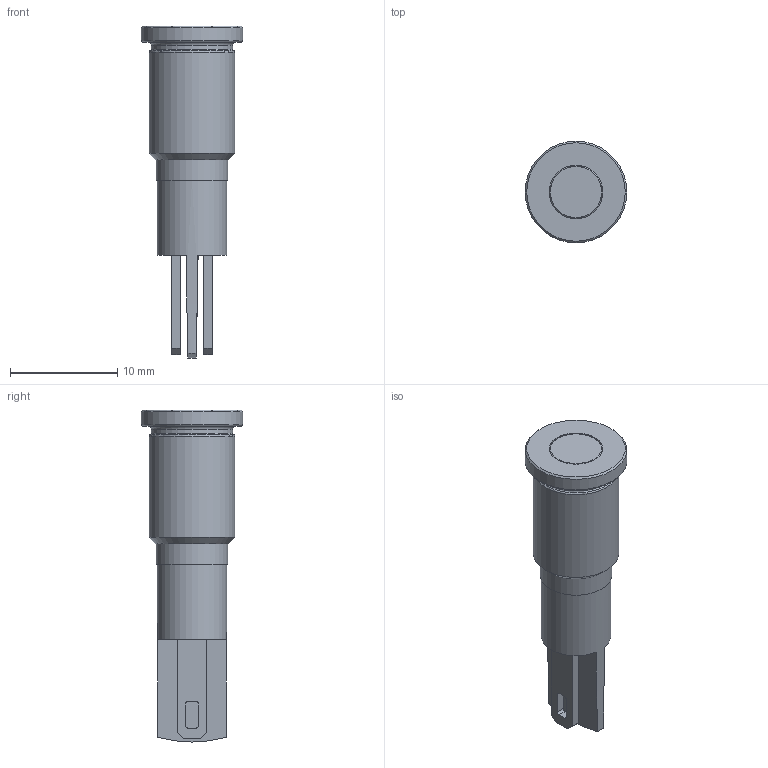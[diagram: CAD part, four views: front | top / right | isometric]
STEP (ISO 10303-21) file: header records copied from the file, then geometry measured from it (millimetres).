
FILE_DESCRIPTION((' '),'2;1');
FILE_NAME('PVL08FLxxx.stp','2017-08-02T14:40:20',(' '),(' '),' ','ACIS',' ');
FILE_SCHEMA(('CONFIG_CONTROL_DESIGN'));
Length unit declared in the file: inch
Products named in the file (1): PVL08FLxxx.stp
Bounding box: 9.5 x 9.5 x 31 mm (x, y, z)
Volume: 1045.6 mm3; surface area: 917.9 mm2
Topology: 1 solids, 1 shells, 55 faces, 134 edges, 88 vertices
Faces by surface type: plane 30, cylinder 16, torus 4, bspline 3, cone 2
Full cylindrical faces by diameter (mm): 4.98 x1, 5 x1, 6.5 x1, 6.7 x1, 7.6 x1, 8 x1, 9.5 x1
Entity records: 1745 total; most frequent: CARTESIAN_POINT 360, DIRECTION 272, ORIENTED_EDGE 238, EDGE_CURVE 119, AXIS2_PLACEMENT_3D 102, VERTEX_POINT 86, EDGE_LOOP 79, VECTOR 68
